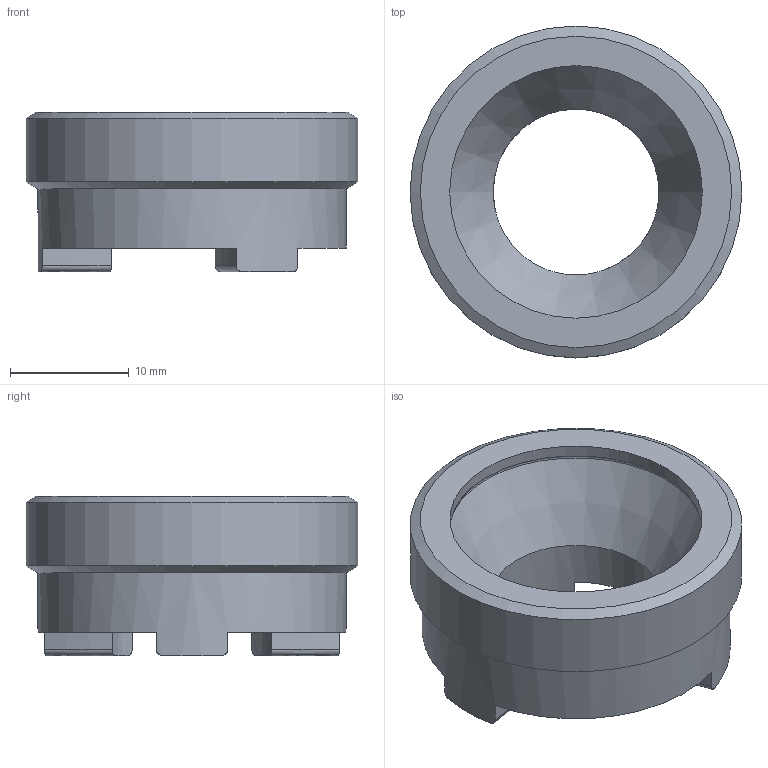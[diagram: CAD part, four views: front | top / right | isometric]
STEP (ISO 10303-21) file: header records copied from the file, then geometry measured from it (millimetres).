
FILE_DESCRIPTION(/* description */ (''),/* implementation_level */ '2;1');
FILE_NAME(/* name */ '332070000.stp',/* time_stamp */ '2022-09-23T10:13:55',/* author */ ('Ratnasingam Jekanthan'),/* organization */ ('REGO-FIX'),/* preprocessor_version */ ' Unknown',/* originating_system */ 'SIEMENS PLM Software Solid Edge ST10',/* authorization */ 'Unknown');
FILE_SCHEMA (('AUTOMOTIVE_DESIGN { 1 0 10303 214 2 1 1}'));
Length unit declared in the file: millimetre
Products named in the file (1): NOCUT
Bounding box: 28 x 28 x 13.45 mm (x, y, z)
Volume: 4124 mm3; surface area: 2411.1 mm2
Topology: 1 solids, 1 shells, 27 faces, 75 edges, 49 vertices
Faces by surface type: cylinder 10, plane 7, torus 7, cone 3
Full cylindrical faces by diameter (mm): 14 x1, 21.314 x1, 26 x1, 28 x1
Entity records: 1042 total; most frequent: CARTESIAN_POINT 173, DIRECTION 150, ORIENTED_EDGE 124, AXIS2_PLACEMENT_3D 69, EDGE_CURVE 62, VERTEX_POINT 44, CIRCLE 38, EDGE_LOOP 36
